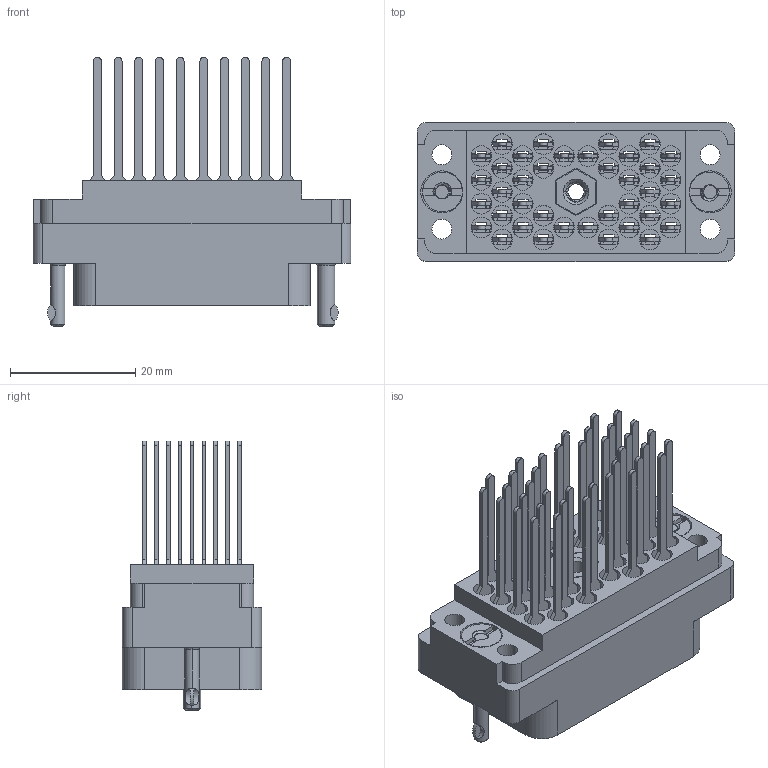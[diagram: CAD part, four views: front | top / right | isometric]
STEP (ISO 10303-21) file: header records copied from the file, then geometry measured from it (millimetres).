
FILE_DESCRIPTION (( 'STEP AP203' ), '1' );
FILE_NAME ('516-038-542-502.STEP', '2020-03-10T03:12:45', ( '' ), ( '' ), 'SwSTEP 2.0', 'SolidWorks 2016', '' );
FILE_SCHEMA (( 'CONFIG_CONTROL_DESIGN' ));
Length unit declared in the file: inch
Products named in the file (7): 516-222-038-102_038; 516-252-021-102_038; 516-222-038-102_039; 516 Plug Insulator_038; 516-038-542-502; 516-292-001_542 Contact; 516-252-035-100_516-252-035-100
Assembly tree (44 placements, depth 2):
  516-038-542-502
    516 Plug Insulator_038
    516-292-001_542 Contact  x38
    516-252-021-102_038  x2
    516-222-038-102_038
    516-252-035-100_516-252-035-100
    516-222-038-102_039
Bounding box: 50.8 x 22.25 x 43.08 mm (x, y, z)
Volume: 11049.1 mm3; surface area: 21131.8 mm2
Topology: 44 solids, 44 shells, 3859 faces, 11108 edges, 7360 vertices
Faces by surface type: plane 2292, cylinder 1247, bspline 270, cone 46, torus 4
Entity records: 46785 total; most frequent: CARTESIAN_POINT 14259, ORIENTED_EDGE 6644, DIRECTION 6232, EDGE_CURVE 3322, VECTOR 2238, LINE 2238, VERTEX_POINT 2194, AXIS2_PLACEMENT_3D 1997
